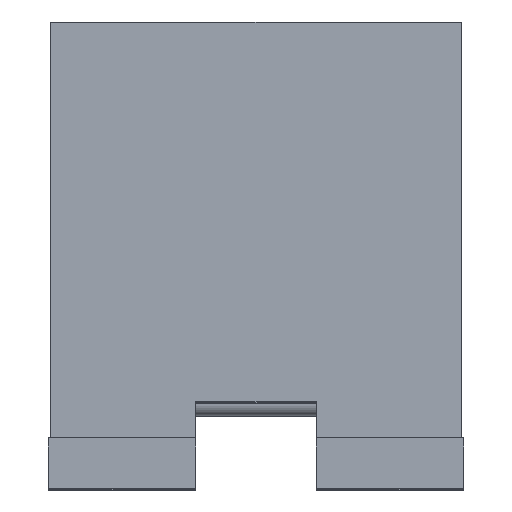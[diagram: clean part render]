
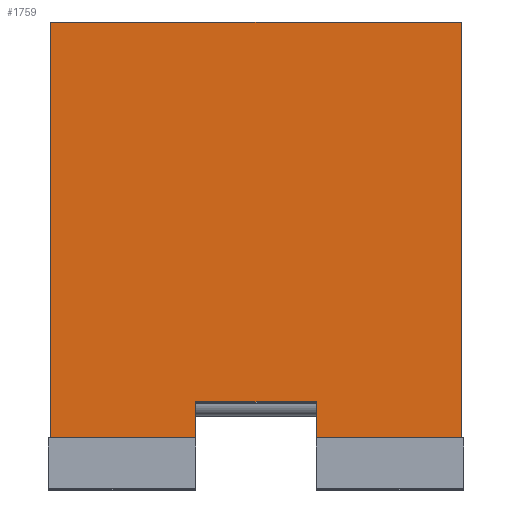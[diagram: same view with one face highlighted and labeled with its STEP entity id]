
A CAD part, top view. The second image highlights one B-rep face of the part: STEP entity #1759.
In plain terms, the highlighted planar face has unit normal (0, 0, 1).
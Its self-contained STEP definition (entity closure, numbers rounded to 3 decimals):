
#2 = EDGE_LOOP ( 'NONE', ( #2950, #2889, #2920, #2893, #2879, #2880, #2875, #2881 ) ) ;
#196 = CARTESIAN_POINT ( 'NONE',  ( -0.25, 0.2, 1.65 ) ) ;
#211 = CARTESIAN_POINT ( 'NONE',  ( 0.25, 0.2, 1.65 ) ) ;
#216 = CARTESIAN_POINT ( 'NONE',  ( -0.25, 0.35, 1.65 ) ) ;
#221 = CARTESIAN_POINT ( 'NONE',  ( 0.25, 0.35, 1.65 ) ) ;
#243 = CARTESIAN_POINT ( 'NONE',  ( 0.85, 1.922, 1.65 ) ) ;
#249 = CARTESIAN_POINT ( 'NONE',  ( -0.85, 0.2, 1.65 ) ) ;
#255 = CARTESIAN_POINT ( 'NONE',  ( -0.85, 1.922, 1.65 ) ) ;
#259 = CARTESIAN_POINT ( 'NONE',  ( 0.85, 0.2, 1.65 ) ) ;
#302 = LINE ( 'NONE', #3321, #540 ) ;
#328 = LINE ( 'NONE', #2070, #544 ) ;
#337 = CARTESIAN_POINT ( 'NONE',  ( -0.85, 0.2, 1.65 ) ) ;
#338 = DIRECTION ( 'NONE',  ( -1., 0., 0. ) ) ;
#540 = VECTOR ( 'NONE', #3358, 1000. ) ;
#544 = VECTOR ( 'NONE', #2023, 1000. ) ;
#613 = VECTOR ( 'NONE', #338, 1000. ) ;
#671 = AXIS2_PLACEMENT_3D ( 'NONE', #2993, #2982, #2983 ) ;
#804 = VECTOR ( 'NONE', #1872, 1000. ) ;
#829 = VECTOR ( 'NONE', #3210, 1000. ) ;
#1098 = LINE ( 'NONE', #3217, #829 ) ;
#1113 = LINE ( 'NONE', #3243, #3069 ) ;
#1184 = FACE_OUTER_BOUND ( 'NONE', #2, .T. ) ;
#1190 = LINE ( 'NONE', #2776, #3086 ) ;
#1616 = EDGE_CURVE ( 'NONE', #2919, #2947, #328, .T. ) ;
#1620 = EDGE_CURVE ( 'NONE', #2865, #2947, #302, .T. ) ;
#1672 = EDGE_CURVE ( 'NONE', #2951, #2859, #2347, .T. ) ;
#1701 = EDGE_CURVE ( 'NONE', #2865, #2859, #2612, .T. ) ;
#1759 = ADVANCED_FACE ( 'NONE', ( #1184 ), #3011, .F. ) ;
#1792 = EDGE_CURVE ( 'NONE', #2919, #2952, #1098, .T. ) ;
#1800 = EDGE_CURVE ( 'NONE', #2952, #2874, #1113, .T. ) ;
#1828 = EDGE_CURVE ( 'NONE', #2874, #2877, #1190, .T. ) ;
#1838 = EDGE_CURVE ( 'NONE', #2877, #2951, #2184, .T. ) ;
#1871 = CARTESIAN_POINT ( 'NONE',  ( -0.85, 1.44, 1.65 ) ) ;
#1872 = DIRECTION ( 'NONE',  ( 0., -1., 0. ) ) ;
#2023 = DIRECTION ( 'NONE',  ( 0., 1., 0. ) ) ;
#2070 = CARTESIAN_POINT ( 'NONE',  ( 0.85, 1.44, 1.65 ) ) ;
#2184 = LINE ( 'NONE', #2729, #3047 ) ;
#2347 = LINE ( 'NONE', #337, #613 ) ;
#2612 = LINE ( 'NONE', #1871, #804 ) ;
#2681 = DIRECTION ( 'NONE',  ( 0., -1., 0. ) ) ;
#2729 = CARTESIAN_POINT ( 'NONE',  ( -0.25, 1.44, 1.65 ) ) ;
#2758 = DIRECTION ( 'NONE',  ( -1., 0., 0. ) ) ;
#2776 = CARTESIAN_POINT ( 'NONE',  ( -0.85, 0.35, 1.65 ) ) ;
#2859 = VERTEX_POINT ( 'NONE', #249 ) ;
#2865 = VERTEX_POINT ( 'NONE', #255 ) ;
#2874 = VERTEX_POINT ( 'NONE', #221 ) ;
#2875 = ORIENTED_EDGE ( 'NONE', *, *, #1701, .T. ) ;
#2877 = VERTEX_POINT ( 'NONE', #216 ) ;
#2879 = ORIENTED_EDGE ( 'NONE', *, *, #1616, .T. ) ;
#2880 = ORIENTED_EDGE ( 'NONE', *, *, #1620, .F. ) ;
#2881 = ORIENTED_EDGE ( 'NONE', *, *, #1672, .F. ) ;
#2889 = ORIENTED_EDGE ( 'NONE', *, *, #1828, .F. ) ;
#2893 = ORIENTED_EDGE ( 'NONE', *, *, #1792, .F. ) ;
#2919 = VERTEX_POINT ( 'NONE', #259 ) ;
#2920 = ORIENTED_EDGE ( 'NONE', *, *, #1800, .F. ) ;
#2947 = VERTEX_POINT ( 'NONE', #243 ) ;
#2950 = ORIENTED_EDGE ( 'NONE', *, *, #1838, .F. ) ;
#2951 = VERTEX_POINT ( 'NONE', #196 ) ;
#2952 = VERTEX_POINT ( 'NONE', #211 ) ;
#2982 = DIRECTION ( 'NONE',  ( 0., 0., -1. ) ) ;
#2983 = DIRECTION ( 'NONE',  ( -1., 0., 0. ) ) ;
#2993 = CARTESIAN_POINT ( 'NONE',  ( -0.85, 1.44, 1.65 ) ) ;
#3011 = PLANE ( 'NONE',  #671 ) ;
#3047 = VECTOR ( 'NONE', #2681, 1000. ) ;
#3069 = VECTOR ( 'NONE', #3240, 1000. ) ;
#3086 = VECTOR ( 'NONE', #2758, 1000. ) ;
#3210 = DIRECTION ( 'NONE',  ( -1., 0., 0. ) ) ;
#3217 = CARTESIAN_POINT ( 'NONE',  ( -0.85, 0.2, 1.65 ) ) ;
#3240 = DIRECTION ( 'NONE',  ( 0., 1., 0. ) ) ;
#3243 = CARTESIAN_POINT ( 'NONE',  ( 0.25, 1.44, 1.65 ) ) ;
#3321 = CARTESIAN_POINT ( 'NONE',  ( 0.85, 1.922, 1.65 ) ) ;
#3358 = DIRECTION ( 'NONE',  ( 1., 0., 0. ) ) ;
